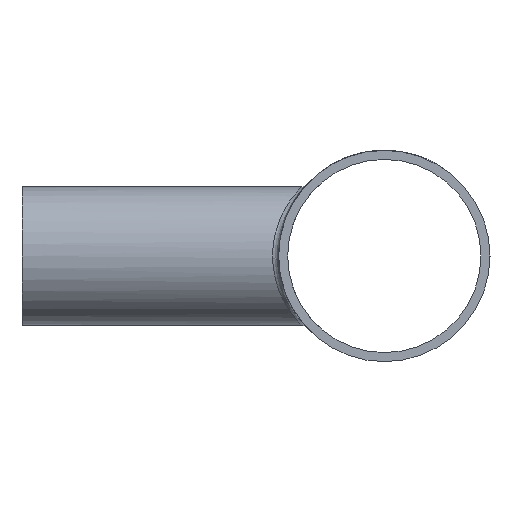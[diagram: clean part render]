
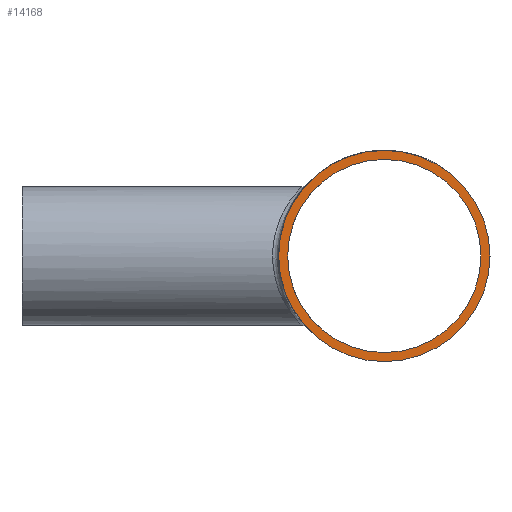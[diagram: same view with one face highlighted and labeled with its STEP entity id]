
A CAD part, left-side view. The second image highlights one B-rep face of the part: STEP entity #14168.
In plain terms, the highlighted planar face has unit normal (-1, 0, 0).
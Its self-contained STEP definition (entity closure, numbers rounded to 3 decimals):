
#1389 = CARTESIAN_POINT ( 'NONE',  ( -60., 0., 0. ) ) ;
#1541 = VERTEX_POINT ( 'NONE', #7275 ) ;
#2806 = DIRECTION ( 'NONE',  ( 0., 0., 1. ) ) ;
#4264 = DIRECTION ( 'NONE',  ( 0., 0., 1. ) ) ;
#4764 = CIRCLE ( 'NONE', #6335, 16. ) ;
#5445 = EDGE_CURVE ( 'NONE', #1541, #1541, #6665, .T. ) ;
#5738 = AXIS2_PLACEMENT_3D ( 'NONE', #10111, #17567, #2806 ) ;
#5947 = EDGE_LOOP ( 'NONE', ( #13800 ) ) ;
#6335 = AXIS2_PLACEMENT_3D ( 'NONE', #17730, #8606, #4264 ) ;
#6350 = EDGE_CURVE ( 'NONE', #10416, #10416, #4764, .T. ) ;
#6665 = CIRCLE ( 'NONE', #5738, 17.5 ) ;
#7275 = CARTESIAN_POINT ( 'NONE',  ( -60., 0., 17.5 ) ) ;
#8606 = DIRECTION ( 'NONE',  ( -1., 0., 0. ) ) ;
#9488 = ORIENTED_EDGE ( 'NONE', *, *, #6350, .F. ) ;
#10111 = CARTESIAN_POINT ( 'NONE',  ( -60., 0., 0. ) ) ;
#10416 = VERTEX_POINT ( 'NONE', #16489 ) ;
#11415 = EDGE_LOOP ( 'NONE', ( #9488 ) ) ;
#11636 = PLANE ( 'NONE',  #13685 ) ;
#11730 = FACE_OUTER_BOUND ( 'NONE', #5947, .T. ) ;
#13685 = AXIS2_PLACEMENT_3D ( 'NONE', #1389, #17632, #14673 ) ;
#13800 = ORIENTED_EDGE ( 'NONE', *, *, #5445, .T. ) ;
#14168 = ADVANCED_FACE ( 'NONE', ( #14864, #11730 ), #11636, .T. ) ;
#14673 = DIRECTION ( 'NONE',  ( 0., 0., 1. ) ) ;
#14864 = FACE_BOUND ( 'NONE', #11415, .T. ) ;
#16489 = CARTESIAN_POINT ( 'NONE',  ( -60., 0., 16. ) ) ;
#17567 = DIRECTION ( 'NONE',  ( -1., 0., 0. ) ) ;
#17632 = DIRECTION ( 'NONE',  ( -1., 0., 0. ) ) ;
#17730 = CARTESIAN_POINT ( 'NONE',  ( -60., 0., 0. ) ) ;
